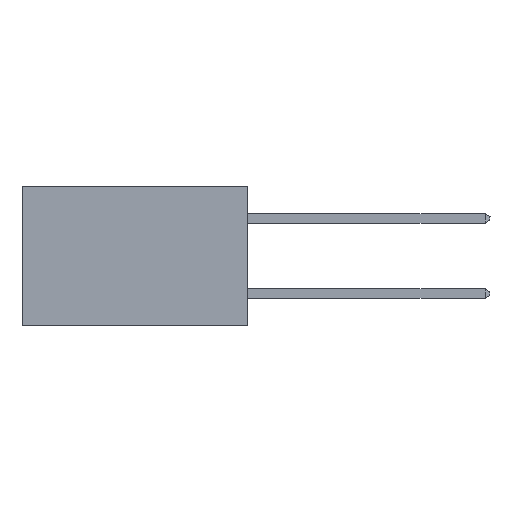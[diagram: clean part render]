
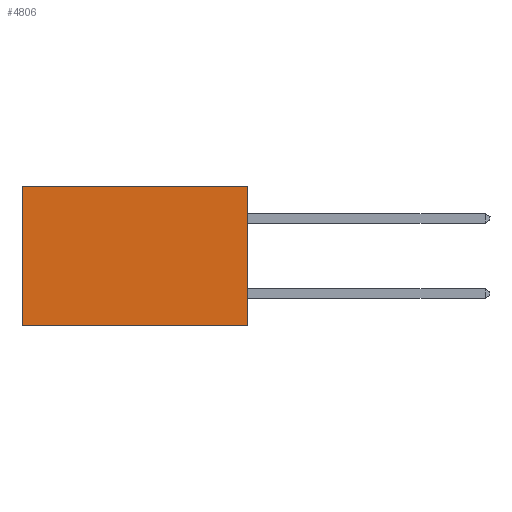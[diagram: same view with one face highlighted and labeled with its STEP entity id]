
A CAD part, left-side view. The second image highlights one B-rep face of the part: STEP entity #4806.
In plain terms, the highlighted planar face has unit normal (-1, 0, 0).
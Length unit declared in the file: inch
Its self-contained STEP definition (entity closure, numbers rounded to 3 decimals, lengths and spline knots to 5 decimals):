
#250 = ORIENTED_EDGE ( 'NONE', *, *, #10895, .T. ) ;
#903 = CARTESIAN_POINT ( 'NONE',  ( 0.2615, 0.6, 0. ) ) ;
#1472 = EDGE_LOOP ( 'NONE', ( #250, #4228, #6249, #13188 ) ) ;
#1537 = EDGE_CURVE ( 'NONE', #1673, #11002, #2744, .T. ) ;
#1673 = VERTEX_POINT ( 'NONE', #14536 ) ;
#2744 = LINE ( 'NONE', #9181, #13037 ) ;
#3135 = DIRECTION ( 'NONE',  ( 1., 0., 0. ) ) ;
#3971 = VECTOR ( 'NONE', #11735, 39.37008 ) ;
#4228 = ORIENTED_EDGE ( 'NONE', *, *, #6354, .F. ) ;
#4806 = ADVANCED_FACE ( 'NONE', ( #8390 ), #14770, .F. ) ;
#5717 = LINE ( 'NONE', #13414, #3971 ) ;
#5742 = VERTEX_POINT ( 'NONE', #903 ) ;
#6249 = ORIENTED_EDGE ( 'NONE', *, *, #1537, .F. ) ;
#6354 = EDGE_CURVE ( 'NONE', #11002, #15847, #7630, .T. ) ;
#7057 = CARTESIAN_POINT ( 'NONE',  ( 0.2615, 0.6, -0.37 ) ) ;
#7156 = VECTOR ( 'NONE', #14361, 39.37008 ) ;
#7630 = LINE ( 'NONE', #8814, #10298 ) ;
#7947 = CARTESIAN_POINT ( 'NONE',  ( 0.2615, 0.6, -0.37 ) ) ;
#8390 = FACE_OUTER_BOUND ( 'NONE', #1472, .T. ) ;
#8814 = CARTESIAN_POINT ( 'NONE',  ( 0.2615, 0., -0.37 ) ) ;
#9181 = CARTESIAN_POINT ( 'NONE',  ( 0.2615, 0., -0.37 ) ) ;
#10298 = VECTOR ( 'NONE', #12840, 39.37008 ) ;
#10895 = EDGE_CURVE ( 'NONE', #5742, #15847, #11842, .T. ) ;
#11002 = VERTEX_POINT ( 'NONE', #15786 ) ;
#11311 = EDGE_CURVE ( 'NONE', #1673, #5742, #5717, .T. ) ;
#11735 = DIRECTION ( 'NONE',  ( 0., 1., 0. ) ) ;
#11842 = LINE ( 'NONE', #7057, #7156 ) ;
#12840 = DIRECTION ( 'NONE',  ( 0., 1., 0. ) ) ;
#13037 = VECTOR ( 'NONE', #13197, 39.37008 ) ;
#13188 = ORIENTED_EDGE ( 'NONE', *, *, #11311, .T. ) ;
#13197 = DIRECTION ( 'NONE',  ( 0., 0., -1. ) ) ;
#13345 = DIRECTION ( 'NONE',  ( 0., 0., -1. ) ) ;
#13414 = CARTESIAN_POINT ( 'NONE',  ( 0.2615, 0., 0. ) ) ;
#13514 = CARTESIAN_POINT ( 'NONE',  ( 0.2615, 0., -0.37 ) ) ;
#14361 = DIRECTION ( 'NONE',  ( 0., 0., -1. ) ) ;
#14536 = CARTESIAN_POINT ( 'NONE',  ( 0.2615, 0., 0. ) ) ;
#14551 = AXIS2_PLACEMENT_3D ( 'NONE', #13514, #3135, #13345 ) ;
#14770 = PLANE ( 'NONE',  #14551 ) ;
#15786 = CARTESIAN_POINT ( 'NONE',  ( 0.2615, 0., -0.37 ) ) ;
#15847 = VERTEX_POINT ( 'NONE', #7947 ) ;
